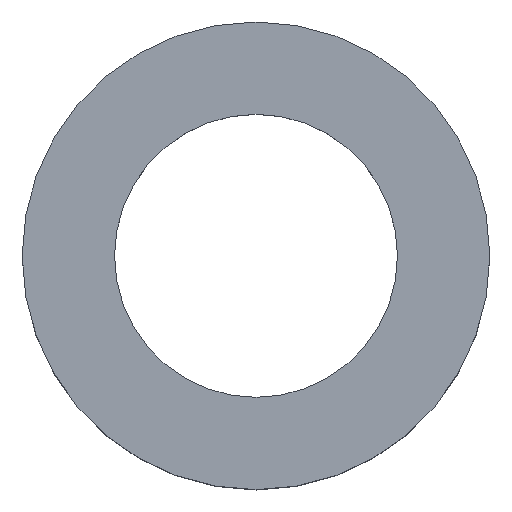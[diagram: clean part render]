
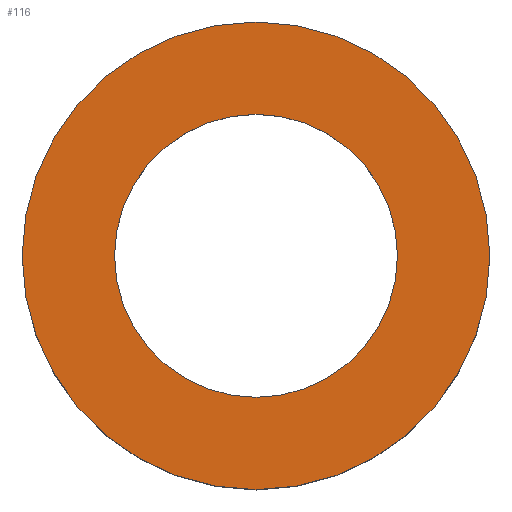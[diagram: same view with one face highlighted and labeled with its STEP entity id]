
A CAD part, top view. The second image highlights one B-rep face of the part: STEP entity #116.
In plain terms, the highlighted planar face has unit normal (0, 0, 1).
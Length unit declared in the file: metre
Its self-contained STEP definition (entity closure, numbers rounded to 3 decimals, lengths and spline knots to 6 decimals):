
#13=PLANE('',#143);
#26=ORIENTED_EDGE('',*,*,#43,.T.);
#27=ORIENTED_EDGE('',*,*,#44,.F.);
#43=EDGE_CURVE('',#53,#53,#63,.T.);
#44=EDGE_CURVE('',#54,#54,#64,.T.);
#53=VERTEX_POINT('',#261);
#54=VERTEX_POINT('',#264);
#63=CIRCLE('',#142,0.016525);
#64=CIRCLE('',#144,0.01);
#76=EDGE_LOOP('',(#26));
#77=EDGE_LOOP('',(#27));
#96=FACE_BOUND('',#76,.T.);
#97=FACE_BOUND('',#77,.T.);
#116=ADVANCED_FACE('',(#96,#97),#13,.T.);
#142=AXIS2_PLACEMENT_3D('',#260,#169,#170);
#143=AXIS2_PLACEMENT_3D('',#262,#171,#172);
#144=AXIS2_PLACEMENT_3D('',#263,#173,#174);
#169=DIRECTION('',(0.,0.,1.));
#170=DIRECTION('',(0.,-1.,0.));
#171=DIRECTION('',(0.,0.,1.));
#172=DIRECTION('',(1.,0.,0.));
#173=DIRECTION('',(0.,0.,1.));
#174=DIRECTION('',(1.,0.,0.));
#260=CARTESIAN_POINT('',(0.,0.,0.0065));
#261=CARTESIAN_POINT('',(0.,-0.016525,0.0065));
#262=CARTESIAN_POINT('',(0.,0.,0.0065));
#263=CARTESIAN_POINT('',(0.,0.,0.0065));
#264=CARTESIAN_POINT('',(0.01,0.,0.0065));
